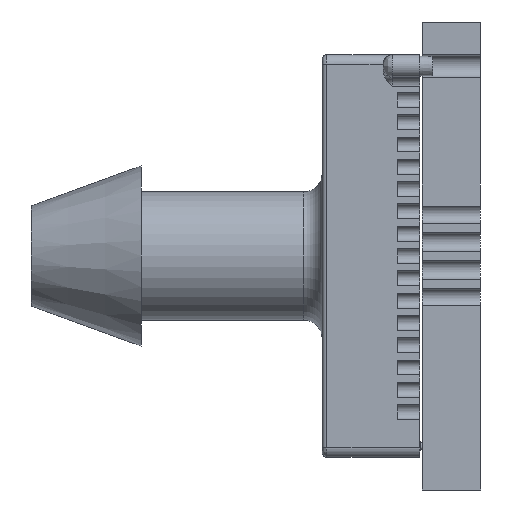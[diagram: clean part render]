
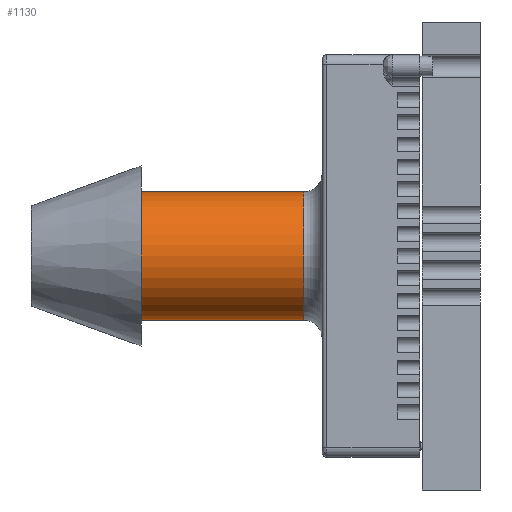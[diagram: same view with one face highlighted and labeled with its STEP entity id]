
A CAD part, left-side view. The second image highlights one B-rep face of the part: STEP entity #1130.
In plain terms, the highlighted cylindrical face has radius 1.753 mm (diameter 3.505 mm), a partial arc.
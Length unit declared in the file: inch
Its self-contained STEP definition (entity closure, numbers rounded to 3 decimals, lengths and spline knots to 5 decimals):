
#271 = AXIS2_PLACEMENT_3D ( 'NONE', #16531, #4383, #14800 ) ;
#1130 = ADVANCED_FACE ( 'NONE', ( #19165 ), #1479, .T. ) ;
#1257 = VERTEX_POINT ( 'NONE', #13140 ) ;
#1472 = CIRCLE ( 'NONE', #13885, 0.069 ) ;
#1479 = CYLINDRICAL_SURFACE ( 'NONE', #271, 0.069 ) ;
#2389 = AXIS2_PLACEMENT_3D ( 'NONE', #7790, #18002, #10800 ) ;
#2489 = CARTESIAN_POINT ( 'NONE',  ( 0., 0.125, 0.069 ) ) ;
#2579 = VECTOR ( 'NONE', #11310, 39.37008 ) ;
#4326 = LINE ( 'NONE', #14546, #17115 ) ;
#4383 = DIRECTION ( 'NONE',  ( 0., -1., 0. ) ) ;
#5683 = DIRECTION ( 'NONE',  ( 0., -1., 0. ) ) ;
#5990 = ORIENTED_EDGE ( 'NONE', *, *, #11669, .T. ) ;
#6548 = CARTESIAN_POINT ( 'NONE',  ( 0., 0.125, 0. ) ) ;
#7790 = CARTESIAN_POINT ( 'NONE',  ( 0., 0.3, 0. ) ) ;
#7914 = DIRECTION ( 'NONE',  ( 0., 1., 0. ) ) ;
#9052 = VERTEX_POINT ( 'NONE', #2489 ) ;
#9497 = CIRCLE ( 'NONE', #2389, 0.069 ) ;
#10800 = DIRECTION ( 'NONE',  ( 0., 0., -1. ) ) ;
#11310 = DIRECTION ( 'NONE',  ( 0., -1., 0. ) ) ;
#11332 = CARTESIAN_POINT ( 'NONE',  ( 0., 0.3, -0.069 ) ) ;
#11669 = EDGE_CURVE ( 'NONE', #9052, #1257, #1472, .T. ) ;
#12375 = DIRECTION ( 'NONE',  ( 0., 0., 1. ) ) ;
#12997 = ORIENTED_EDGE ( 'NONE', *, *, #14837, .T. ) ;
#13140 = CARTESIAN_POINT ( 'NONE',  ( 0., 0.125, -0.069 ) ) ;
#13588 = ORIENTED_EDGE ( 'NONE', *, *, #18731, .F. ) ;
#13792 = VERTEX_POINT ( 'NONE', #14014 ) ;
#13885 = AXIS2_PLACEMENT_3D ( 'NONE', #6548, #7914, #12375 ) ;
#14014 = CARTESIAN_POINT ( 'NONE',  ( 0., 0.3, 0.069 ) ) ;
#14121 = ORIENTED_EDGE ( 'NONE', *, *, #17169, .T. ) ;
#14546 = CARTESIAN_POINT ( 'NONE',  ( 0., 0., 0.069 ) ) ;
#14719 = CARTESIAN_POINT ( 'NONE',  ( 0., 0., -0.069 ) ) ;
#14800 = DIRECTION ( 'NONE',  ( 0., 0., 1. ) ) ;
#14837 = EDGE_CURVE ( 'NONE', #17084, #13792, #9497, .T. ) ;
#15885 = LINE ( 'NONE', #14719, #2579 ) ;
#16531 = CARTESIAN_POINT ( 'NONE',  ( 0., 0., 0. ) ) ;
#17084 = VERTEX_POINT ( 'NONE', #11332 ) ;
#17115 = VECTOR ( 'NONE', #5683, 39.37008 ) ;
#17169 = EDGE_CURVE ( 'NONE', #13792, #9052, #4326, .T. ) ;
#18002 = DIRECTION ( 'NONE',  ( 0., -1., 0. ) ) ;
#18731 = EDGE_CURVE ( 'NONE', #17084, #1257, #15885, .T. ) ;
#18735 = EDGE_LOOP ( 'NONE', ( #13588, #12997, #14121, #5990 ) ) ;
#19165 = FACE_OUTER_BOUND ( 'NONE', #18735, .T. ) ;
